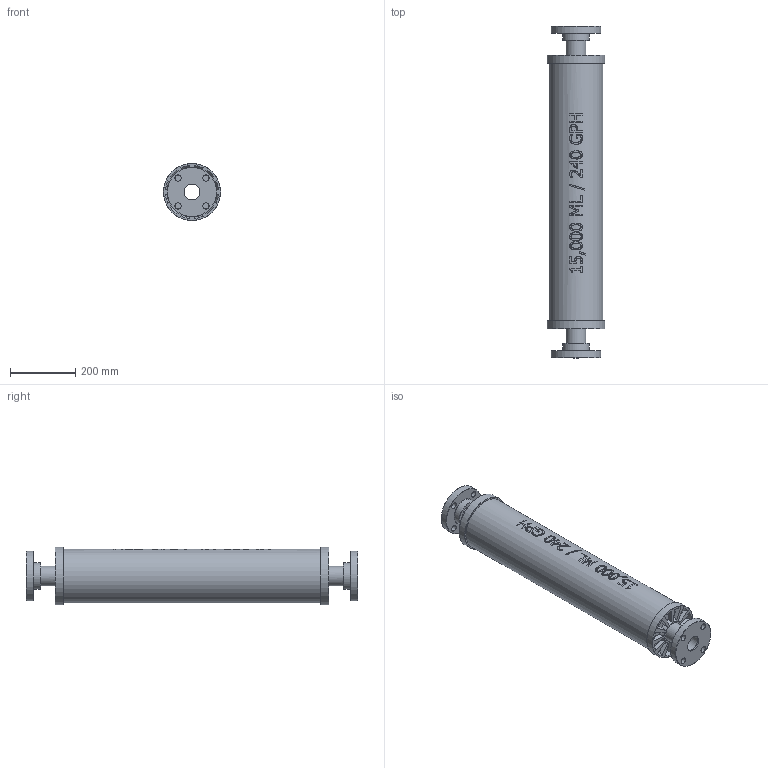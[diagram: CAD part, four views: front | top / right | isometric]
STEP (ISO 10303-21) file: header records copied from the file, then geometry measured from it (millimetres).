
FILE_DESCRIPTION((''),'2;1');
FILE_NAME('PV#2-15000-F_R0.ipt.stp','2017-07-11T09:25:07',(''),(''),'Autodesk Inventor 2009','Autodesk Inventor 2009','');
FILE_SCHEMA(('AUTOMOTIVE_DESIGN { 1 0 10303 214 1 1 1 1 }'));
Length unit declared in the file: inch
Products named in the file (1): PV#2-15000-F_R0
Bounding box: 174.74 x 1016 x 174.74 mm (x, y, z)
Volume: 2713835 mm3; surface area: 1181644.5 mm2
Topology: 1 solids, 1 shells, 437 faces, 1062 edges, 688 vertices
Faces by surface type: bspline 187, plane 141, cylinder 45, cone 38, torus 26
Full cylindrical faces by diameter (mm): 18.923 x8, 48.59 x2, 49.251 x2, 60.325 x4, 82.398 x2, 152.4 x2, 160.528 x1, 165.1 x1, 175.412 x2
Entity records: 62714 total; most frequent: CARTESIAN_POINT 53761, ORIENTED_EDGE 1976, DIRECTION 1314, EDGE_CURVE 988, VERTEX_POINT 682, EDGE_LOOP 584, AXIS2_PLACEMENT_3D 481, FACE_OUTER_BOUND 437
